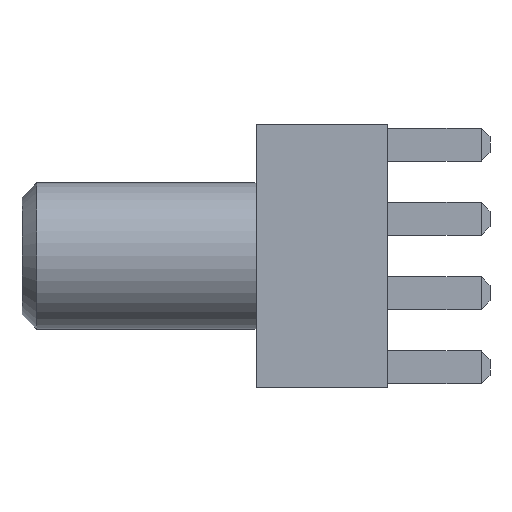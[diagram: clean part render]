
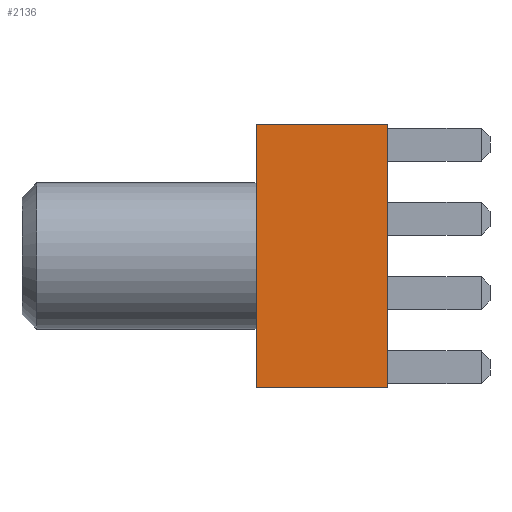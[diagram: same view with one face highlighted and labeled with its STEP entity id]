
A CAD part, left-side view. The second image highlights one B-rep face of the part: STEP entity #2136.
In plain terms, the highlighted planar face has unit normal (-1, 0, 0).
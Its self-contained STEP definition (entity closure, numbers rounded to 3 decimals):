
#62 = DIRECTION ( 'NONE',  ( 1., 0., 0. ) ) ;
#207 = EDGE_LOOP ( 'NONE', ( #3566, #4127, #3356, #755 ) ) ;
#365 = LINE ( 'NONE', #859, #3261 ) ;
#480 = FACE_OUTER_BOUND ( 'NONE', #207, .T. ) ;
#529 = LINE ( 'NONE', #983, #2709 ) ;
#673 = LINE ( 'NONE', #4601, #4558 ) ;
#755 = ORIENTED_EDGE ( 'NONE', *, *, #1379, .T. ) ;
#761 = DIRECTION ( 'NONE',  ( 0., -1., 0. ) ) ;
#826 = DIRECTION ( 'NONE',  ( 0., 0., 1. ) ) ;
#859 = CARTESIAN_POINT ( 'NONE',  ( -4.5, 4.5, -4.5 ) ) ;
#917 = CARTESIAN_POINT ( 'NONE',  ( -4.5, 0., 4.5 ) ) ;
#956 = AXIS2_PLACEMENT_3D ( 'NONE', #1672, #62, #3151 ) ;
#983 = CARTESIAN_POINT ( 'NONE',  ( -4.5, 0., -4.5 ) ) ;
#1379 = EDGE_CURVE ( 'NONE', #2672, #4334, #673, .T. ) ;
#1521 = VECTOR ( 'NONE', #2679, 1000. ) ;
#1672 = CARTESIAN_POINT ( 'NONE',  ( -4.5, 4.5, -4.5 ) ) ;
#1880 = LINE ( 'NONE', #2352, #1521 ) ;
#2016 = EDGE_CURVE ( 'NONE', #3350, #3898, #1880, .T. ) ;
#2092 = EDGE_CURVE ( 'NONE', #2672, #3350, #365, .T. ) ;
#2136 = ADVANCED_FACE ( 'NONE', ( #480 ), #2369, .F. ) ;
#2352 = CARTESIAN_POINT ( 'NONE',  ( -4.5, 4.5, 4.5 ) ) ;
#2369 = PLANE ( 'NONE',  #956 ) ;
#2672 = VERTEX_POINT ( 'NONE', #3573 ) ;
#2679 = DIRECTION ( 'NONE',  ( 0., -1., 0. ) ) ;
#2709 = VECTOR ( 'NONE', #4030, 1000. ) ;
#2929 = CARTESIAN_POINT ( 'NONE',  ( -4.5, 4.5, 4.5 ) ) ;
#3151 = DIRECTION ( 'NONE',  ( 0., 0., -1. ) ) ;
#3261 = VECTOR ( 'NONE', #826, 1000. ) ;
#3350 = VERTEX_POINT ( 'NONE', #2929 ) ;
#3356 = ORIENTED_EDGE ( 'NONE', *, *, #2092, .F. ) ;
#3566 = ORIENTED_EDGE ( 'NONE', *, *, #4410, .T. ) ;
#3573 = CARTESIAN_POINT ( 'NONE',  ( -4.5, 4.5, -4.5 ) ) ;
#3898 = VERTEX_POINT ( 'NONE', #917 ) ;
#4030 = DIRECTION ( 'NONE',  ( 0., 0., 1. ) ) ;
#4127 = ORIENTED_EDGE ( 'NONE', *, *, #2016, .F. ) ;
#4334 = VERTEX_POINT ( 'NONE', #4749 ) ;
#4410 = EDGE_CURVE ( 'NONE', #4334, #3898, #529, .T. ) ;
#4558 = VECTOR ( 'NONE', #761, 1000. ) ;
#4601 = CARTESIAN_POINT ( 'NONE',  ( -4.5, 4.5, -4.5 ) ) ;
#4749 = CARTESIAN_POINT ( 'NONE',  ( -4.5, 0., -4.5 ) ) ;
